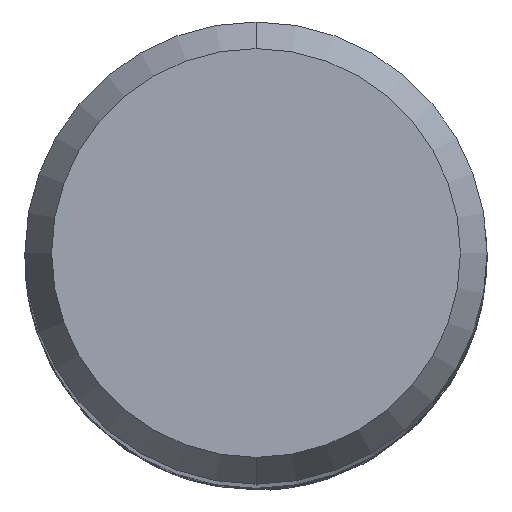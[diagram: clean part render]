
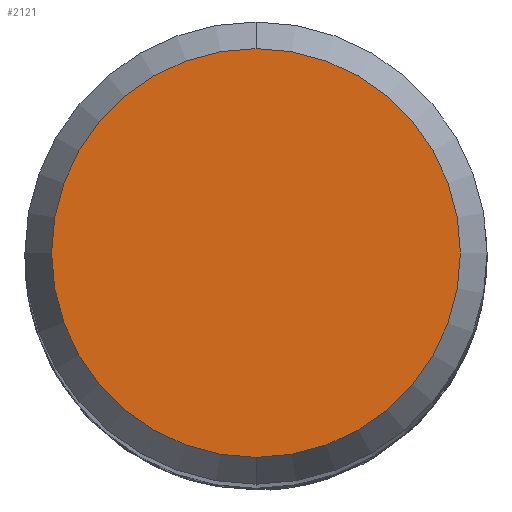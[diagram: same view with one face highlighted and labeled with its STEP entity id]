
A CAD part, top view. The second image highlights one B-rep face of the part: STEP entity #2121.
In plain terms, the highlighted planar face has unit normal (0, 0, 1).
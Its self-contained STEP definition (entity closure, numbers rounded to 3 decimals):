
#839=EDGE_CURVE('',#1081,#1369,#2352,.T.);
#1081=VERTEX_POINT('',#2611);
#1369=VERTEX_POINT('',#2928);
#2069=EDGE_CURVE('',#1369,#1081,#3691,.T.);
#2121=ADVANCED_FACE('',(#3749),#3750,.T.);
#2352=CIRCLE('',#4127,3.538);
#2611=CARTESIAN_POINT('',(0.,-3.538,0.0));
#2928=CARTESIAN_POINT('',(0.0,3.538,0.0));
#3691=CIRCLE('',#15738,3.538);
#3749=FACE_OUTER_BOUND('',#16351,.T.);
#3750=PLANE('',#16352);
#4127=AXIS2_PLACEMENT_3D('',#18083,#18084,#18085);
#15738=AXIS2_PLACEMENT_3D('',#19493,#19494,#19495);
#16351=EDGE_LOOP('',(#19583,#19584));
#16352=AXIS2_PLACEMENT_3D('',#19585,#19586,#19587);
#18083=CARTESIAN_POINT('',(0.0,0.0,0.0));
#18084=DIRECTION('',(0.0,0.0,-1.0));
#18085=DIRECTION('',(0.0,1.0,0.0));
#19493=CARTESIAN_POINT('',(0.0,0.0,0.0));
#19494=DIRECTION('',(0.0,0.0,-1.0));
#19495=DIRECTION('',(0.0,1.0,0.0));
#19583=ORIENTED_EDGE('',*,*,#2069,.F.);
#19584=ORIENTED_EDGE('',*,*,#839,.F.);
#19585=CARTESIAN_POINT('',(0.0,1.769,0.0));
#19586=DIRECTION('',(-0.0,0.0,1.0));
#19587=DIRECTION('',(0.0,-1.0,0.0));
